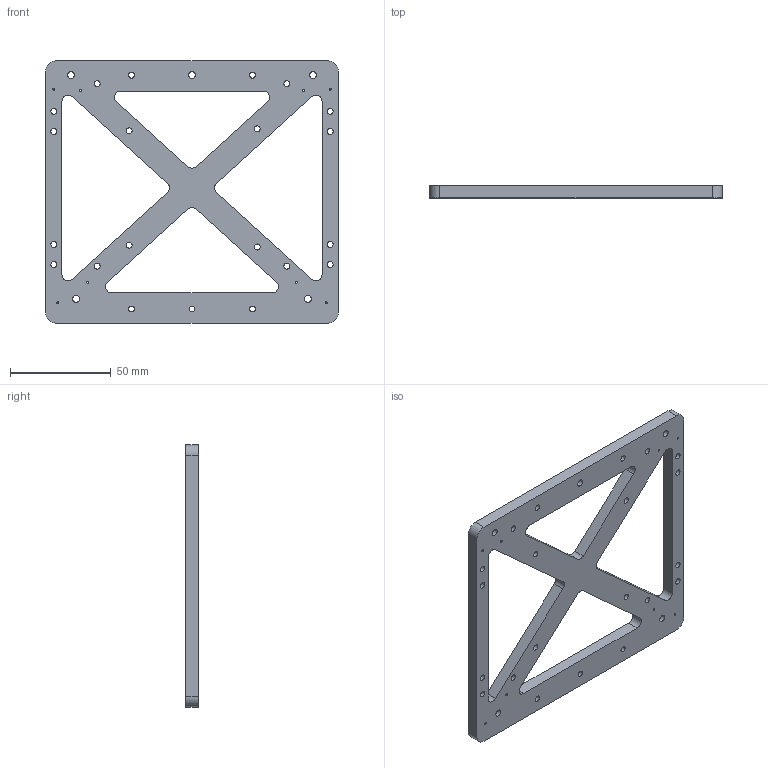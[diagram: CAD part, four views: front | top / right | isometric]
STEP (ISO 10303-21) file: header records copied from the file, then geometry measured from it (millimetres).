
FILE_DESCRIPTION(/* description */ ('STEP AP242','CAx-IF Rec.Pracs.---Representation and Presentation of Product Manufacturing Information (PMI)---4.0---2014-10-13','CAx-IF Rec.Pracs.---3D Tessellated Geometry---0.4---2014-09-14','2;1'),/* implementation_level */ '2;1');
FILE_NAME(/* name */ 'robot - X_plate_23_front (1)',/* time_stamp */ '2024-10-17T11:20:35Z',/* author */ (''),/* organization */ (''),/* preprocessor_version */ 'ST-DEVELOPER v20',/* originating_system */ ' ',/* authorisation */ ' ');
FILE_SCHEMA (('AP242_MANAGED_MODEL_BASED_3D_ENGINEERING_MIM_LF { 1 0 10303 442 1 1 4 }'));
Length unit declared in the file: metre
Products named in the file (1): X_plate_23_front
Bounding box: 145 x 6 x 130 mm (x, y, z)
Volume: 57108.5 mm3; surface area: 29080.8 mm2
Topology: 1 solids, 1 shells, 68 faces, 221 edges, 155 vertices
Faces by surface type: cylinder 50, plane 18
Full cylindrical faces by diameter (mm): 1 x8, 2.9 x3, 3 x18, 3.4 x5
Entity records: 2322 total; most frequent: DIRECTION 402, CARTESIAN_POINT 365, ORIENTED_EDGE 328, EDGE_LOOP 178, FACE_BOUND 178, AXIS2_PLACEMENT_3D 169, EDGE_CURVE 164, VERTEX_POINT 132
